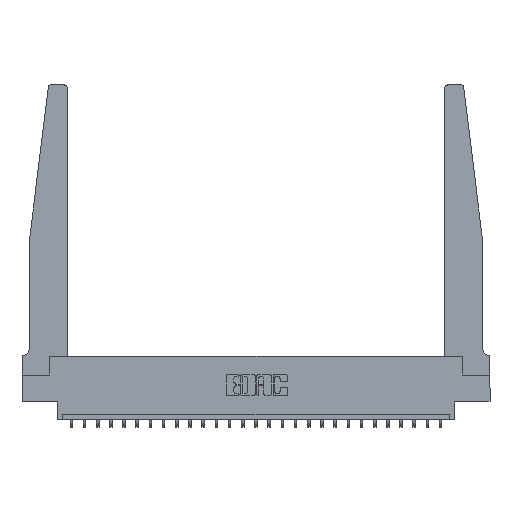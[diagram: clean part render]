
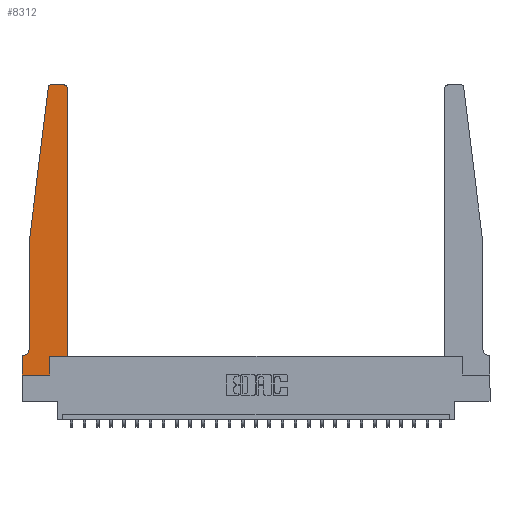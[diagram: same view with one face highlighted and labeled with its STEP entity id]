
A CAD part, top view. The second image highlights one B-rep face of the part: STEP entity #8312.
In plain terms, the highlighted planar face has unit normal (0, 0, 1).
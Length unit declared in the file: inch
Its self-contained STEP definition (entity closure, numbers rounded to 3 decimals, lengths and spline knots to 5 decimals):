
#45 = ORIENTED_EDGE ( 'NONE', *, *, #25046, .T. ) ;
#151 = ORIENTED_EDGE ( 'NONE', *, *, #3823, .T. ) ;
#256 = DIRECTION ( 'NONE',  ( 1., 0., 0. ) ) ;
#378 = CARTESIAN_POINT ( 'NONE',  ( 0.395, 2.72, 0.37 ) ) ;
#400 = LINE ( 'NONE', #8172, #16245 ) ;
#557 = DIRECTION ( 'NONE',  ( -0.122, -0.992, 0. ) ) ;
#1159 = DIRECTION ( 'NONE',  ( 1., 0., 0. ) ) ;
#1295 = CARTESIAN_POINT ( 'NONE',  ( 0.425, 0.18, 0.37 ) ) ;
#1564 = DIRECTION ( 'NONE',  ( 1., 0., 0. ) ) ;
#1608 = DIRECTION ( 'NONE',  ( 0., 1., 0. ) ) ;
#1675 = CARTESIAN_POINT ( 'NONE',  ( 0.065, 1.25, 0.37 ) ) ;
#1778 = CIRCLE ( 'NONE', #17216, 0.03 ) ;
#2051 = DIRECTION ( 'NONE',  ( 0., -1., 0. ) ) ;
#2146 = CARTESIAN_POINT ( 'NONE',  ( 0.065, 0.1875, 0.37 ) ) ;
#2336 = VERTEX_POINT ( 'NONE', #22490 ) ;
#2441 = EDGE_CURVE ( 'NONE', #5979, #7414, #3630, .T. ) ;
#2610 = ORIENTED_EDGE ( 'NONE', *, *, #16483, .T. ) ;
#3152 = CARTESIAN_POINT ( 'NONE',  ( 0.065, 0.2375, 0.37 ) ) ;
#3231 = CARTESIAN_POINT ( 'NONE',  ( 0.27653, 2.72, 0.37 ) ) ;
#3630 = LINE ( 'NONE', #24542, #11271 ) ;
#3632 = VERTEX_POINT ( 'NONE', #9574 ) ;
#3767 = VECTOR ( 'NONE', #23253, 39.37008 ) ;
#3823 = EDGE_CURVE ( 'NONE', #21410, #2336, #22907, .T. ) ;
#3941 = EDGE_LOOP ( 'NONE', ( #22073, #17001, #2610, #21930, #16900, #24887, #24310, #24061, #45, #151, #12510, #15706 ) ) ;
#4582 = VERTEX_POINT ( 'NONE', #6978 ) ;
#5464 = DIRECTION ( 'NONE',  ( 0., -1., 0. ) ) ;
#5515 = EDGE_CURVE ( 'NONE', #7414, #22852, #9811, .T. ) ;
#5979 = VERTEX_POINT ( 'NONE', #17270 ) ;
#6278 = DIRECTION ( 'NONE',  ( 0., 0., -1. ) ) ;
#6947 = EDGE_CURVE ( 'NONE', #18851, #4582, #400, .T. ) ;
#6978 = CARTESIAN_POINT ( 'NONE',  ( 0.2605, 0., 0.37 ) ) ;
#7414 = VERTEX_POINT ( 'NONE', #10679 ) ;
#7482 = VERTEX_POINT ( 'NONE', #21988 ) ;
#7910 = LINE ( 'NONE', #1675, #20735 ) ;
#8172 = CARTESIAN_POINT ( 'NONE',  ( 0., 0., 0.37 ) ) ;
#8312 = ADVANCED_FACE ( 'NONE', ( #16681 ), #10831, .T. ) ;
#8567 = DIRECTION ( 'NONE',  ( -1., 0., 0. ) ) ;
#8848 = EDGE_CURVE ( 'NONE', #2336, #13681, #13314, .T. ) ;
#8862 = VECTOR ( 'NONE', #16683, 39.37008 ) ;
#9215 = CARTESIAN_POINT ( 'NONE',  ( 0.425, 2.72, 0.37 ) ) ;
#9391 = CARTESIAN_POINT ( 'NONE',  ( 0., 0., 0.37 ) ) ;
#9426 = VECTOR ( 'NONE', #1608, 39.37008 ) ;
#9574 = CARTESIAN_POINT ( 'NONE',  ( 0.015, 0.1875, 0.37 ) ) ;
#9752 = EDGE_CURVE ( 'NONE', #7482, #10611, #7910, .T. ) ;
#9811 = CIRCLE ( 'NONE', #24038, 0.03 ) ;
#10207 = CARTESIAN_POINT ( 'NONE',  ( 0.065, 1.25, 0.37 ) ) ;
#10349 = CARTESIAN_POINT ( 'NONE',  ( 0.015, 0.2375, 0.37 ) ) ;
#10611 = VERTEX_POINT ( 'NONE', #3152 ) ;
#10679 = CARTESIAN_POINT ( 'NONE',  ( 0.27653, 2.75, 0.37 ) ) ;
#10831 = PLANE ( 'NONE',  #15077 ) ;
#11271 = VECTOR ( 'NONE', #14876, 39.37008 ) ;
#11802 = LINE ( 'NONE', #2146, #3767 ) ;
#12394 = LINE ( 'NONE', #10207, #16734 ) ;
#12510 = ORIENTED_EDGE ( 'NONE', *, *, #8848, .T. ) ;
#13070 = CARTESIAN_POINT ( 'NONE',  ( 0., 0., 0.37 ) ) ;
#13314 = LINE ( 'NONE', #16992, #9426 ) ;
#13501 = AXIS2_PLACEMENT_3D ( 'NONE', #10349, #6278, #8567 ) ;
#13681 = VERTEX_POINT ( 'NONE', #9215 ) ;
#14428 = LINE ( 'NONE', #19754, #18155 ) ;
#14876 = DIRECTION ( 'NONE',  ( -1., 0., 0. ) ) ;
#15039 = CARTESIAN_POINT ( 'NONE',  ( 0., 0.1875, 0.37 ) ) ;
#15077 = AXIS2_PLACEMENT_3D ( 'NONE', #24454, #20373, #1159 ) ;
#15706 = ORIENTED_EDGE ( 'NONE', *, *, #21776, .T. ) ;
#15916 = DIRECTION ( 'NONE',  ( 1., 0., 0. ) ) ;
#16245 = VECTOR ( 'NONE', #15916, 39.37008 ) ;
#16483 = EDGE_CURVE ( 'NONE', #22852, #7482, #12394, .T. ) ;
#16487 = EDGE_CURVE ( 'NONE', #10611, #3632, #24462, .T. ) ;
#16681 = FACE_OUTER_BOUND ( 'NONE', #3941, .T. ) ;
#16683 = DIRECTION ( 'NONE',  ( 1., 0., 0. ) ) ;
#16734 = VECTOR ( 'NONE', #557, 39.37008 ) ;
#16853 = VERTEX_POINT ( 'NONE', #15039 ) ;
#16900 = ORIENTED_EDGE ( 'NONE', *, *, #16487, .T. ) ;
#16992 = CARTESIAN_POINT ( 'NONE',  ( 0.425, 0.18, 0.37 ) ) ;
#17001 = ORIENTED_EDGE ( 'NONE', *, *, #5515, .T. ) ;
#17216 = AXIS2_PLACEMENT_3D ( 'NONE', #378, #17947, #256 ) ;
#17270 = CARTESIAN_POINT ( 'NONE',  ( 0.395, 2.75, 0.37 ) ) ;
#17947 = DIRECTION ( 'NONE',  ( 0., 0., 1. ) ) ;
#18155 = VECTOR ( 'NONE', #23936, 39.37008 ) ;
#18851 = VERTEX_POINT ( 'NONE', #13070 ) ;
#19636 = CARTESIAN_POINT ( 'NONE',  ( 0.2605, 0.18, 0.37 ) ) ;
#19754 = CARTESIAN_POINT ( 'NONE',  ( 0.2605, 0.18, 0.37 ) ) ;
#20373 = DIRECTION ( 'NONE',  ( 0., 0., 1. ) ) ;
#20482 = EDGE_CURVE ( 'NONE', #3632, #16853, #11802, .T. ) ;
#20561 = VECTOR ( 'NONE', #5464, 39.37008 ) ;
#20735 = VECTOR ( 'NONE', #2051, 39.37008 ) ;
#21410 = VERTEX_POINT ( 'NONE', #19636 ) ;
#21776 = EDGE_CURVE ( 'NONE', #13681, #5979, #1778, .T. ) ;
#21930 = ORIENTED_EDGE ( 'NONE', *, *, #9752, .T. ) ;
#21988 = CARTESIAN_POINT ( 'NONE',  ( 0.065, 1.25, 0.37 ) ) ;
#22038 = CARTESIAN_POINT ( 'NONE',  ( 0.24675, 2.72367, 0.37 ) ) ;
#22073 = ORIENTED_EDGE ( 'NONE', *, *, #2441, .T. ) ;
#22490 = CARTESIAN_POINT ( 'NONE',  ( 0.425, 0.18, 0.37 ) ) ;
#22852 = VERTEX_POINT ( 'NONE', #22038 ) ;
#22907 = LINE ( 'NONE', #1295, #8862 ) ;
#22926 = DIRECTION ( 'NONE',  ( 0., 0., 1. ) ) ;
#23253 = DIRECTION ( 'NONE',  ( -1., 0., 0. ) ) ;
#23936 = DIRECTION ( 'NONE',  ( 0., 1., 0. ) ) ;
#24038 = AXIS2_PLACEMENT_3D ( 'NONE', #3231, #22926, #1564 ) ;
#24061 = ORIENTED_EDGE ( 'NONE', *, *, #6947, .T. ) ;
#24310 = ORIENTED_EDGE ( 'NONE', *, *, #24552, .T. ) ;
#24454 = CARTESIAN_POINT ( 'NONE',  ( 0., 0.1875, 0.37 ) ) ;
#24462 = CIRCLE ( 'NONE', #13501, 0.05 ) ;
#24542 = CARTESIAN_POINT ( 'NONE',  ( 0.25, 2.75, 0.37 ) ) ;
#24552 = EDGE_CURVE ( 'NONE', #16853, #18851, #24792, .T. ) ;
#24792 = LINE ( 'NONE', #9391, #20561 ) ;
#24887 = ORIENTED_EDGE ( 'NONE', *, *, #20482, .T. ) ;
#25046 = EDGE_CURVE ( 'NONE', #4582, #21410, #14428, .T. ) ;
